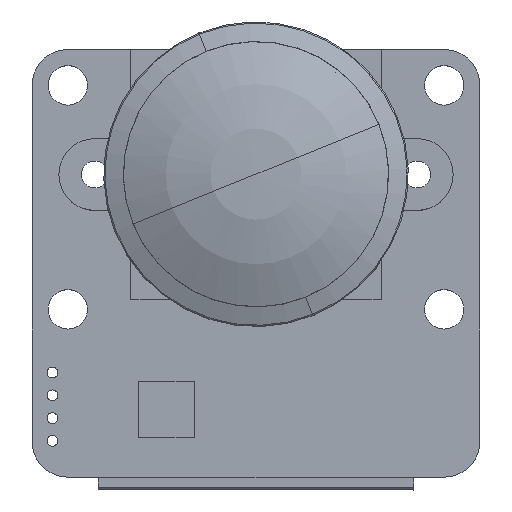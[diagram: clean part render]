
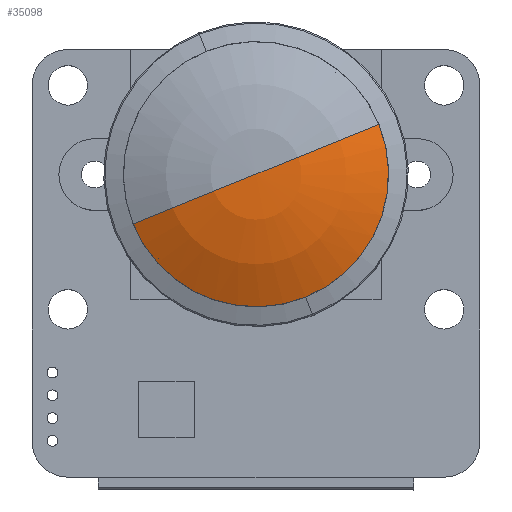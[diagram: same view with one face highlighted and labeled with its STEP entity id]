
A CAD part, top view. The second image highlights one B-rep face of the part: STEP entity #35098.
In plain terms, the highlighted toroidal (fillet/blend) face has major radius 0.913 mm and minor radius 14.695 mm.
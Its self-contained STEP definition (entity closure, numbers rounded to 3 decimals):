
#1149 = VERTEX_POINT ( 'NONE', #51663 ) ;
#3234 = TOROIDAL_SURFACE ( 'NONE', #38846, 0.913, 14.695 ) ;
#3471 = CARTESIAN_POINT ( 'NONE',  ( 0.915, 1.353, 0. ) ) ;
#4491 = ORIENTED_EDGE ( 'NONE', *, *, #41270, .T. ) ;
#7441 = CARTESIAN_POINT ( 'NONE',  ( 0.002, 1.353, 0. ) ) ;
#8473 = CIRCLE ( 'NONE', #19488, 14.695 ) ;
#9692 = CARTESIAN_POINT ( 'NONE',  ( -0.912, 1.353, 0. ) ) ;
#11832 = CARTESIAN_POINT ( 'NONE',  ( -7.397, 14.54, 0. ) ) ;
#14873 = DIRECTION ( 'NONE',  ( 1., 0., 0. ) ) ;
#19377 = DIRECTION ( 'NONE',  ( -1., 0., 0. ) ) ;
#19488 = AXIS2_PLACEMENT_3D ( 'NONE', #3471, #47228, #14873 ) ;
#19899 = DIRECTION ( 'NONE',  ( 0., 1., 0. ) ) ;
#19932 = AXIS2_PLACEMENT_3D ( 'NONE', #9692, #40428, #52344 ) ;
#21387 = DIRECTION ( 'NONE',  ( -1., 0., 0. ) ) ;
#25643 = DIRECTION ( 'NONE',  ( 0., 1., 0. ) ) ;
#26635 = EDGE_CURVE ( 'NONE', #47947, #1149, #42797, .T. ) ;
#28369 = EDGE_LOOP ( 'NONE', ( #45742, #4491, #40184 ) ) ;
#29336 = CARTESIAN_POINT ( 'NONE',  ( 0.002, 14.54, 0. ) ) ;
#29870 = AXIS2_PLACEMENT_3D ( 'NONE', #29336, #25643, #21387 ) ;
#34280 = VERTEX_POINT ( 'NONE', #36012 ) ;
#35098 = ADVANCED_FACE ( 'NONE', ( #52234 ), #3234, .T. ) ;
#36012 = CARTESIAN_POINT ( 'NONE',  ( 7.4, 14.54, 0. ) ) ;
#38846 = AXIS2_PLACEMENT_3D ( 'NONE', #7441, #19899, #19377 ) ;
#40184 = ORIENTED_EDGE ( 'NONE', *, *, #26635, .T. ) ;
#40428 = DIRECTION ( 'NONE',  ( 0., 0., -1. ) ) ;
#41270 = EDGE_CURVE ( 'NONE', #34280, #47947, #49324, .T. ) ;
#42797 = CIRCLE ( 'NONE', #19932, 14.695 ) ;
#45742 = ORIENTED_EDGE ( 'NONE', *, *, #45748, .F. ) ;
#45748 = EDGE_CURVE ( 'NONE', #34280, #1149, #8473, .T. ) ;
#47228 = DIRECTION ( 'NONE',  ( 0., 0., 1. ) ) ;
#47947 = VERTEX_POINT ( 'NONE', #11832 ) ;
#49324 = CIRCLE ( 'NONE', #29870, 7.398 ) ;
#51663 = CARTESIAN_POINT ( 'NONE',  ( 0.002, 16.02, 0. ) ) ;
#52234 = FACE_OUTER_BOUND ( 'NONE', #28369, .T. ) ;
#52344 = DIRECTION ( 'NONE',  ( -1., 0., 0. ) ) ;
